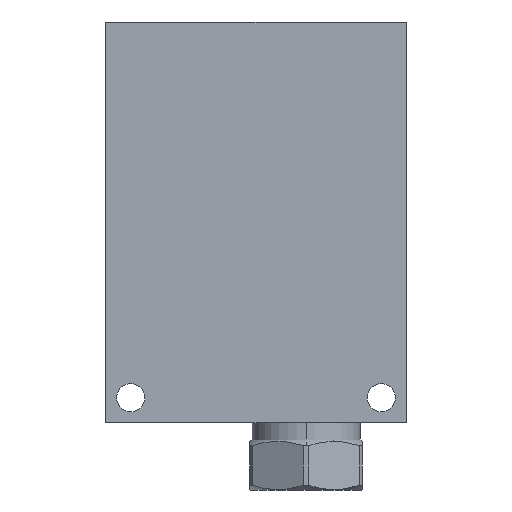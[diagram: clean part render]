
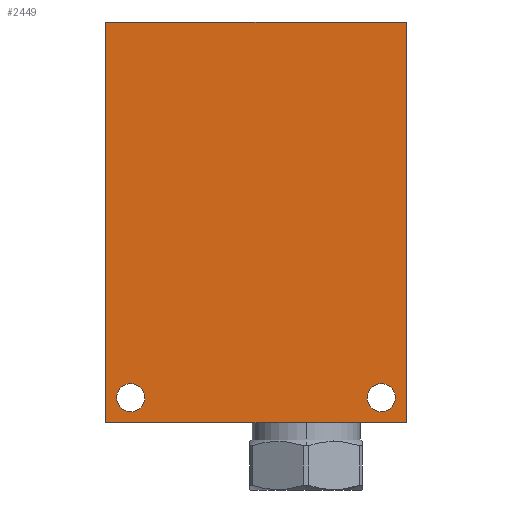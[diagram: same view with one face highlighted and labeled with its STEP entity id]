
A CAD part, left-side view. The second image highlights one B-rep face of the part: STEP entity #2449.
In plain terms, the highlighted planar face has unit normal (-1, 0, 0).
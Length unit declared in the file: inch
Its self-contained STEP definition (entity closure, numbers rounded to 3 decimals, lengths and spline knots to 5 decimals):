
#1=DIRECTION('',(0.,-1.,0.));
#2=VECTOR('',#1,3.);
#3=CARTESIAN_POINT('',(0.,0.,0.));
#4=LINE('',#3,#2);
#27=DIRECTION('',(0.,0.,1.));
#28=VECTOR('',#27,4.);
#29=CARTESIAN_POINT('',(0.,0.,0.));
#30=LINE('',#29,#28);
#31=CARTESIAN_POINT('',(0.,-0.25,0.25));
#32=DIRECTION('',(1.,0.,0.));
#33=DIRECTION('',(0.,0.,-1.));
#34=AXIS2_PLACEMENT_3D('',#31,#32,#33);
#36=CARTESIAN_POINT('',(0.,-0.25,0.25));
#37=DIRECTION('',(1.,0.,0.));
#38=DIRECTION('',(0.,0.,1.));
#39=AXIS2_PLACEMENT_3D('',#36,#37,#38);
#41=CARTESIAN_POINT('',(0.,-2.75,0.25));
#42=DIRECTION('',(1.,0.,0.));
#43=DIRECTION('',(0.,0.,-1.));
#44=AXIS2_PLACEMENT_3D('',#41,#42,#43);
#46=CARTESIAN_POINT('',(0.,-2.75,0.25));
#47=DIRECTION('',(1.,0.,0.));
#48=DIRECTION('',(0.,0.,1.));
#49=AXIS2_PLACEMENT_3D('',#46,#47,#48);
#99=DIRECTION('',(0.,0.,1.));
#100=VECTOR('',#99,4.);
#101=CARTESIAN_POINT('',(0.,-3.,0.));
#102=LINE('',#101,#100);
#866=DIRECTION('',(0.,-1.,0.));
#867=VECTOR('',#866,3.);
#868=CARTESIAN_POINT('',(0.,0.,4.));
#869=LINE('',#868,#867);
#2133=CARTESIAN_POINT('',(0.,0.,0.));
#2134=CARTESIAN_POINT('',(0.,-3.,0.));
#2135=VERTEX_POINT('',#2133);
#2136=VERTEX_POINT('',#2134);
#2141=CARTESIAN_POINT('',(0.,0.,4.));
#2142=CARTESIAN_POINT('',(0.,-3.,4.));
#2143=VERTEX_POINT('',#2141);
#2144=VERTEX_POINT('',#2142);
#2247=CARTESIAN_POINT('',(0.,-0.25,0.1095));
#2248=CARTESIAN_POINT('',(0.,-0.25,0.3905));
#2249=VERTEX_POINT('',#2247);
#2250=VERTEX_POINT('',#2248);
#2255=CARTESIAN_POINT('',(0.,-2.75,0.1095));
#2256=CARTESIAN_POINT('',(0.,-2.75,0.3905));
#2257=VERTEX_POINT('',#2255);
#2258=VERTEX_POINT('',#2256);
#2423=CARTESIAN_POINT('',(0.,0.,0.));
#2424=DIRECTION('',(-1.,0.,0.));
#2425=DIRECTION('',(0.,-1.,0.));
#2426=AXIS2_PLACEMENT_3D('',#2423,#2424,#2425);
#2427=PLANE('',#2426);
#2428=ORIENTED_EDGE('',*,*,#2406,.F.);
#2430=ORIENTED_EDGE('',*,*,#2429,.T.);
#2432=ORIENTED_EDGE('',*,*,#2431,.T.);
#2434=ORIENTED_EDGE('',*,*,#2433,.F.);
#2435=EDGE_LOOP('',(#2428,#2430,#2432,#2434));
#2436=FACE_OUTER_BOUND('',#2435,.F.);
#2438=ORIENTED_EDGE('',*,*,#2437,.F.);
#2440=ORIENTED_EDGE('',*,*,#2439,.F.);
#2441=EDGE_LOOP('',(#2438,#2440));
#2442=FACE_BOUND('',#2441,.F.);
#2444=ORIENTED_EDGE('',*,*,#2443,.F.);
#2446=ORIENTED_EDGE('',*,*,#2445,.F.);
#2447=EDGE_LOOP('',(#2444,#2446));
#2448=FACE_BOUND('',#2447,.F.);
#2449=ADVANCED_FACE('',(#2436,#2442,#2448),#2427,.T.);
#35=CIRCLE('',#34,0.1405);
#40=CIRCLE('',#39,0.1405);
#45=CIRCLE('',#44,0.1405);
#50=CIRCLE('',#49,0.1405);
#2406=EDGE_CURVE('',#2135,#2136,#4,.T.);
#2429=EDGE_CURVE('',#2135,#2143,#30,.T.);
#2431=EDGE_CURVE('',#2143,#2144,#869,.T.);
#2433=EDGE_CURVE('',#2136,#2144,#102,.T.);
#2437=EDGE_CURVE('',#2249,#2250,#35,.T.);
#2439=EDGE_CURVE('',#2250,#2249,#40,.T.);
#2443=EDGE_CURVE('',#2257,#2258,#45,.T.);
#2445=EDGE_CURVE('',#2258,#2257,#50,.T.);
